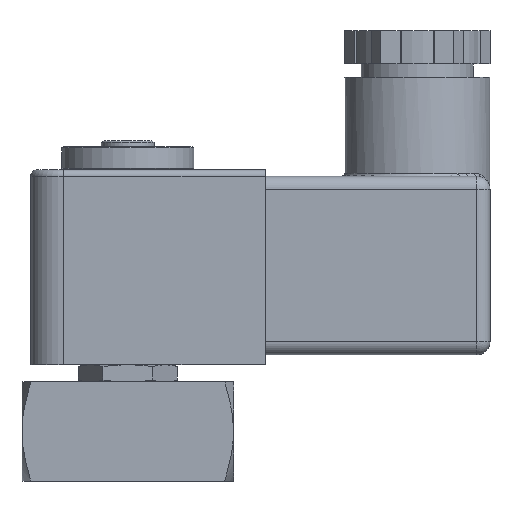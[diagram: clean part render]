
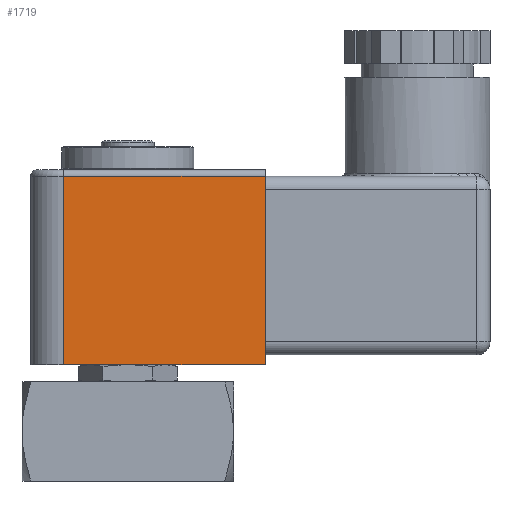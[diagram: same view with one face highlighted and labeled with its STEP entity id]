
A CAD part, left-side view. The second image highlights one B-rep face of the part: STEP entity #1719.
In plain terms, the highlighted planar face has unit normal (-1, 0, 0).
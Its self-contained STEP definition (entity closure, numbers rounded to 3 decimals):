
#195=FACE_OUTER_BOUND('',#312,.T.);
#312=EDGE_LOOP('',(#1432,#1433,#1434,#1435));
#471=LINE('',#2890,#600);
#473=LINE('',#2909,#602);
#475=LINE('',#2916,#604);
#478=LINE('',#2932,#607);
#600=VECTOR('',#2257,30.5);
#602=VECTOR('',#2277,28.5);
#604=VECTOR('',#2285,30.5);
#607=VECTOR('',#2308,28.5);
#797=VERTEX_POINT('',#2887);
#798=VERTEX_POINT('',#2889);
#806=VERTEX_POINT('',#2907);
#808=VERTEX_POINT('',#2914);
#1005=EDGE_CURVE('',#798,#797,#471,.T.);
#1015=EDGE_CURVE('',#806,#797,#473,.T.);
#1019=EDGE_CURVE('',#808,#806,#475,.T.);
#1027=EDGE_CURVE('',#808,#798,#478,.T.);
#1432=ORIENTED_EDGE('',*,*,#1019,.F.);
#1433=ORIENTED_EDGE('',*,*,#1027,.T.);
#1434=ORIENTED_EDGE('',*,*,#1005,.T.);
#1435=ORIENTED_EDGE('',*,*,#1015,.F.);
#1636=PLANE('',#1885);
#1719=ADVANCED_FACE('',(#195),#1636,.T.);
#1885=AXIS2_PLACEMENT_3D('',#2931,#2306,#2307);
#2257=DIRECTION('',(0.,-1.,0.));
#2277=DIRECTION('',(0.,0.,-1.));
#2285=DIRECTION('',(0.,-1.,0.));
#2306=DIRECTION('center_axis',(-1.,0.,0.));
#2307=DIRECTION('ref_axis',(0.,0.,1.));
#2308=DIRECTION('',(0.,0.,-1.));
#2887=CARTESIAN_POINT('',(-15.,-20.8,10.1));
#2889=CARTESIAN_POINT('',(-15.,9.7,10.1));
#2890=CARTESIAN_POINT('',(-15.,9.7,10.1));
#2907=CARTESIAN_POINT('',(-15.,-20.8,38.6));
#2909=CARTESIAN_POINT('',(-15.,-20.8,39.6));
#2914=CARTESIAN_POINT('',(-15.,9.7,38.6));
#2916=CARTESIAN_POINT('',(-15.,3.006,38.6));
#2931=CARTESIAN_POINT('Origin',(-15.,9.7,39.6));
#2932=CARTESIAN_POINT('',(-15.,9.7,39.6));
